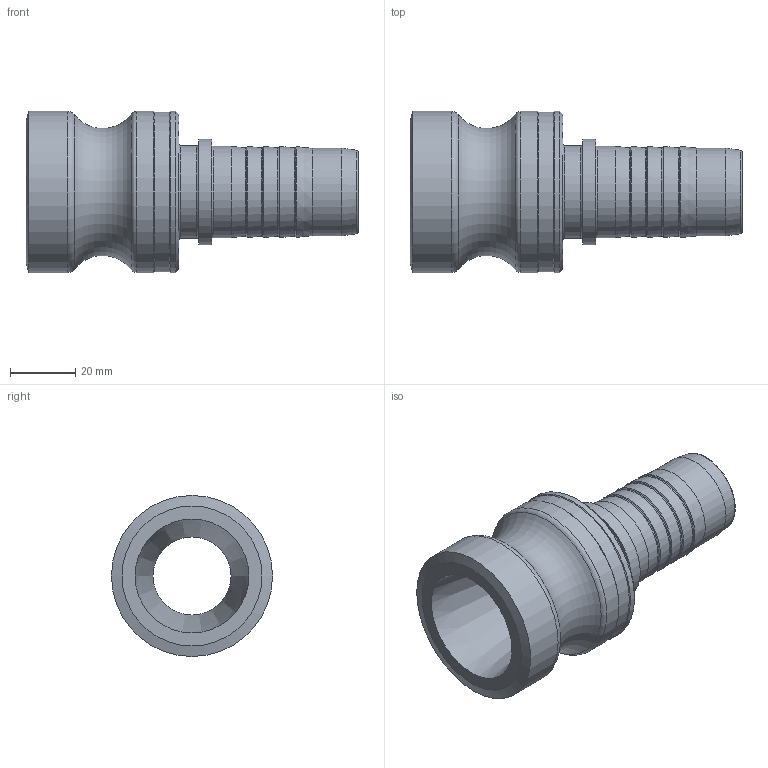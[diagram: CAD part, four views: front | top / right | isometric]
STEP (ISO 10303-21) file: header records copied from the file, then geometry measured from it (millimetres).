
FILE_DESCRIPTION(/* description */ ('SCHLAUCHSTECKER SLW 25'),/* implementation_level */ '2;1');
FILE_NAME(/* name */ 'vstp_35_25_r_n.stp',/* time_stamp */ '2020-04-28T06:24:08+02:00',/* author */ ('ertl'),/* organization */ (''),/* preprocessor_version */ 'ST-DEVELOPER v17',/* originating_system */ 'Autodesk Inventor 2018',/* authorisation */ '60200,02 mm^3');
FILE_SCHEMA (('AUTOMOTIVE_DESIGN { 1 0 10303 214 3 1 1 }'));
Length unit declared in the file: millimetre
Products named in the file (1): 20051008B0000048-00
Bounding box: 102 x 49.5 x 49.5 mm (x, y, z)
Volume: 60031 mm3; surface area: 22959.3 mm2
Topology: 1 solids, 1 shells, 40 faces, 129 edges, 94 vertices
Faces by surface type: cone 15, torus 11, cylinder 9, plane 5
Full cylindrical faces by diameter (mm): 24 x1, 27 x1, 28 x1, 28.5 x1, 32.5 x1, 49 x1, 49.5 x3
Entity records: 1620 total; most frequent: DIRECTION 316, CARTESIAN_POINT 264, ORIENTED_EDGE 258, AXIS2_PLACEMENT_3D 146, EDGE_CURVE 129, CIRCLE 105, VERTEX_POINT 94, EDGE_LOOP 45
